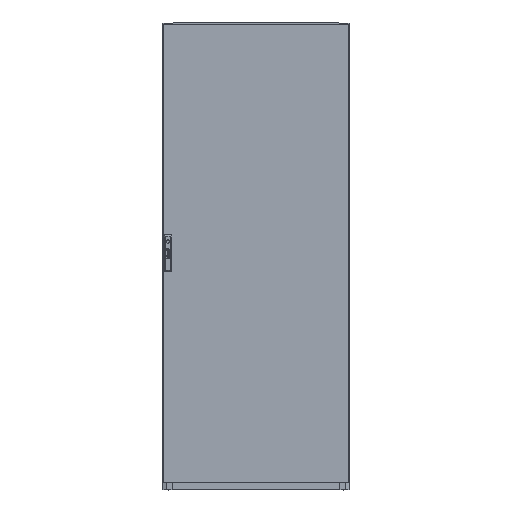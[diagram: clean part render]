
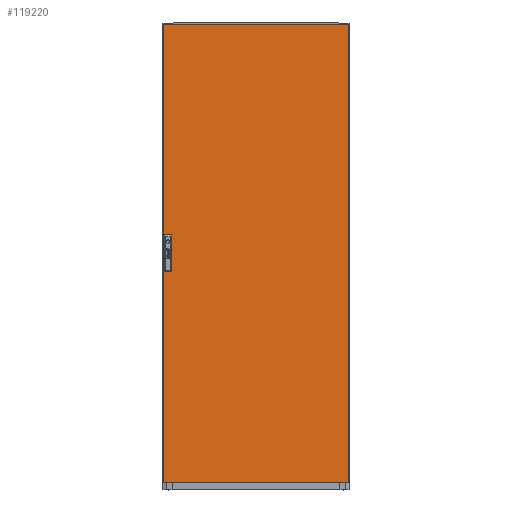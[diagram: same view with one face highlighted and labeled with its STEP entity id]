
A CAD part, top view. The second image highlights one B-rep face of the part: STEP entity #119220.
In plain terms, the highlighted planar face has unit normal (0, 0, 1).
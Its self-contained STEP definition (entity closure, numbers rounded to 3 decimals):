
#154 = CARTESIAN_POINT ( 'NONE',  ( -393.4, -78.5, 0. ) ) ;
#4720 = EDGE_CURVE ( 'NONE', #101291, #12860, #119044, .T. ) ;
#5645 = CARTESIAN_POINT ( 'NONE',  ( 397., 983.5, 0. ) ) ;
#7633 = ORIENTED_EDGE ( 'NONE', *, *, #52227, .T. ) ;
#8833 = EDGE_LOOP ( 'NONE', ( #61442, #7633, #100329, #67357 ) ) ;
#10741 = LINE ( 'NONE', #59508, #82255 ) ;
#12860 = VERTEX_POINT ( 'NONE', #41380 ) ;
#12992 = DIRECTION ( 'NONE',  ( 1., 0., 0. ) ) ;
#17740 = AXIS2_PLACEMENT_3D ( 'NONE', #75710, #19824, #85123 ) ;
#18825 = LINE ( 'NONE', #66853, #40694 ) ;
#19593 = ORIENTED_EDGE ( 'NONE', *, *, #119491, .T. ) ;
#19824 = DIRECTION ( 'NONE',  ( 0., 0., 1. ) ) ;
#20435 = CARTESIAN_POINT ( 'NONE',  ( -363., -78.5, 0. ) ) ;
#22748 = LINE ( 'NONE', #116711, #72375 ) ;
#23466 = DIRECTION ( 'NONE',  ( 1., 0., 0. ) ) ;
#23515 = CARTESIAN_POINT ( 'NONE',  ( -393.4, 78.5, 0. ) ) ;
#26916 = CARTESIAN_POINT ( 'NONE',  ( -397., 983.5, 0. ) ) ;
#30460 = LINE ( 'NONE', #98442, #80099 ) ;
#30948 = VECTOR ( 'NONE', #23466, 1000. ) ;
#32227 = ORIENTED_EDGE ( 'NONE', *, *, #98403, .F. ) ;
#32767 = VERTEX_POINT ( 'NONE', #26916 ) ;
#38243 = CARTESIAN_POINT ( 'NONE',  ( -397., -983.5, 0. ) ) ;
#40694 = VECTOR ( 'NONE', #113186, 1000. ) ;
#41380 = CARTESIAN_POINT ( 'NONE',  ( 397., 983.5, 0. ) ) ;
#47621 = VERTEX_POINT ( 'NONE', #68466 ) ;
#48398 = VECTOR ( 'NONE', #58591, 1000. ) ;
#52093 = CARTESIAN_POINT ( 'NONE',  ( 397., -983.5, 0. ) ) ;
#52227 = EDGE_CURVE ( 'NONE', #12860, #32767, #97956, .T. ) ;
#52994 = FACE_OUTER_BOUND ( 'NONE', #8833, .T. ) ;
#53713 = EDGE_LOOP ( 'NONE', ( #19593, #114858, #63386, #32227 ) ) ;
#58482 = EDGE_CURVE ( 'NONE', #72471, #94998, #30460, .T. ) ;
#58591 = DIRECTION ( 'NONE',  ( -1., 0., 0. ) ) ;
#59508 = CARTESIAN_POINT ( 'NONE',  ( -397., -983.5, 0. ) ) ;
#60702 = DIRECTION ( 'NONE',  ( 0., -1., 0. ) ) ;
#61442 = ORIENTED_EDGE ( 'NONE', *, *, #4720, .T. ) ;
#63198 = VERTEX_POINT ( 'NONE', #38243 ) ;
#63386 = ORIENTED_EDGE ( 'NONE', *, *, #84692, .F. ) ;
#65711 = DIRECTION ( 'NONE',  ( 1., 0., 0. ) ) ;
#66853 = CARTESIAN_POINT ( 'NONE',  ( -393.4, 0., 0. ) ) ;
#67176 = EDGE_CURVE ( 'NONE', #32767, #63198, #22748, .T. ) ;
#67357 = ORIENTED_EDGE ( 'NONE', *, *, #115410, .T. ) ;
#68466 = CARTESIAN_POINT ( 'NONE',  ( -393.4, -78.5, 0. ) ) ;
#70837 = DIRECTION ( 'NONE',  ( 0., 1., 0. ) ) ;
#72298 = VECTOR ( 'NONE', #65711, 1000. ) ;
#72375 = VECTOR ( 'NONE', #60702, 1000. ) ;
#72471 = VERTEX_POINT ( 'NONE', #106021 ) ;
#72567 = VECTOR ( 'NONE', #70837, 1000. ) ;
#74202 = VERTEX_POINT ( 'NONE', #23515 ) ;
#75276 = PLANE ( 'NONE',  #17740 ) ;
#75710 = CARTESIAN_POINT ( 'NONE',  ( 0., 0., 0. ) ) ;
#77775 = FACE_BOUND ( 'NONE', #53713, .T. ) ;
#80099 = VECTOR ( 'NONE', #107735, 1000. ) ;
#80583 = LINE ( 'NONE', #117022, #30948 ) ;
#82255 = VECTOR ( 'NONE', #12992, 1000. ) ;
#84692 = EDGE_CURVE ( 'NONE', #47621, #94998, #97041, .T. ) ;
#85123 = DIRECTION ( 'NONE',  ( 1., 0., 0. ) ) ;
#86692 = CARTESIAN_POINT ( 'NONE',  ( -397., 983.5, 0. ) ) ;
#94998 = VERTEX_POINT ( 'NONE', #20435 ) ;
#97041 = LINE ( 'NONE', #154, #72298 ) ;
#97956 = LINE ( 'NONE', #86692, #48398 ) ;
#98403 = EDGE_CURVE ( 'NONE', #74202, #47621, #18825, .T. ) ;
#98442 = CARTESIAN_POINT ( 'NONE',  ( -363., 0., 0. ) ) ;
#100329 = ORIENTED_EDGE ( 'NONE', *, *, #67176, .T. ) ;
#101291 = VERTEX_POINT ( 'NONE', #52093 ) ;
#106021 = CARTESIAN_POINT ( 'NONE',  ( -363., 78.5, 0. ) ) ;
#107735 = DIRECTION ( 'NONE',  ( 0., -1., 0. ) ) ;
#113186 = DIRECTION ( 'NONE',  ( 0., -1., 0. ) ) ;
#114858 = ORIENTED_EDGE ( 'NONE', *, *, #58482, .T. ) ;
#115410 = EDGE_CURVE ( 'NONE', #63198, #101291, #10741, .T. ) ;
#116711 = CARTESIAN_POINT ( 'NONE',  ( -397., 983.5, 0. ) ) ;
#117022 = CARTESIAN_POINT ( 'NONE',  ( -393.4, 78.5, 0. ) ) ;
#119044 = LINE ( 'NONE', #5645, #72567 ) ;
#119220 = ADVANCED_FACE ( 'NONE', ( #77775, #52994 ), #75276, .T. ) ;
#119491 = EDGE_CURVE ( 'NONE', #74202, #72471, #80583, .T. ) ;
